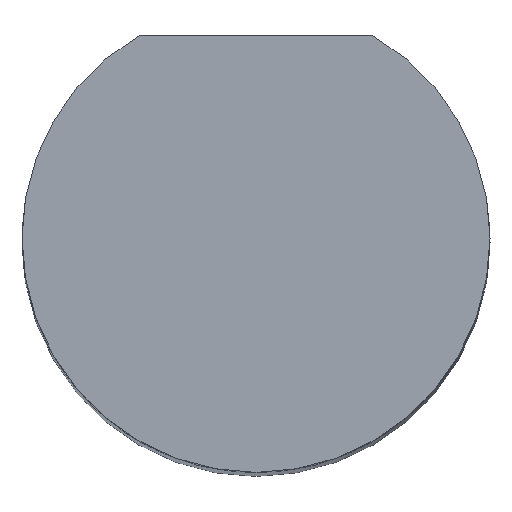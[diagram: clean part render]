
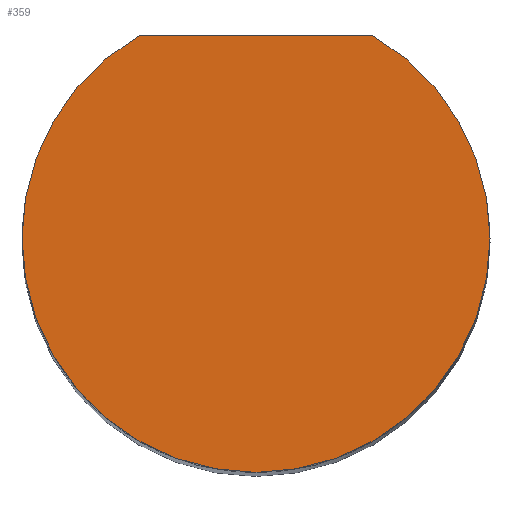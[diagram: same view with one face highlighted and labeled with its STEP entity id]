
A CAD part, top view. The second image highlights one B-rep face of the part: STEP entity #359.
In plain terms, the highlighted planar face has unit normal (0, 0, 1).
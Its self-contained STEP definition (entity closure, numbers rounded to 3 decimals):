
#71=CARTESIAN_POINT('',(0.,0.,15.));
#72=DIRECTION('',(0.,0.,1.));
#73=DIRECTION('',(-0.499,0.867,0.));
#74=AXIS2_PLACEMENT_3D('',#71,#72,#73);
#76=DIRECTION('',(-1.,0.,0.));
#77=VECTOR('',#76,2.993);
#78=CARTESIAN_POINT('',(1.497,2.6,15.));
#79=LINE('',#78,#77);
#228=CARTESIAN_POINT('',(-1.497,2.6,15.));
#229=CARTESIAN_POINT('',(1.497,2.6,15.));
#230=VERTEX_POINT('',#228);
#231=VERTEX_POINT('',#229);
#350=CARTESIAN_POINT('',(0.,0.,15.));
#351=DIRECTION('',(0.,0.,1.));
#352=DIRECTION('',(1.,0.,0.));
#353=AXIS2_PLACEMENT_3D('',#350,#351,#352);
#354=PLANE('',#353);
#355=ORIENTED_EDGE('',*,*,#320,.F.);
#356=ORIENTED_EDGE('',*,*,#344,.F.);
#357=EDGE_LOOP('',(#355,#356));
#358=FACE_OUTER_BOUND('',#357,.F.);
#75=CIRCLE('',#74,3.);
#320=EDGE_CURVE('',#230,#231,#75,.T.);
#344=EDGE_CURVE('',#231,#230,#79,.T.);
#359=ADVANCED_FACE('',(#358),#354,.T.);
